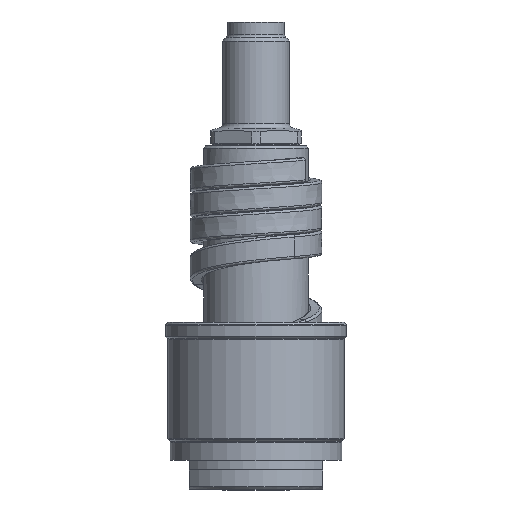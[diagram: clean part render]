
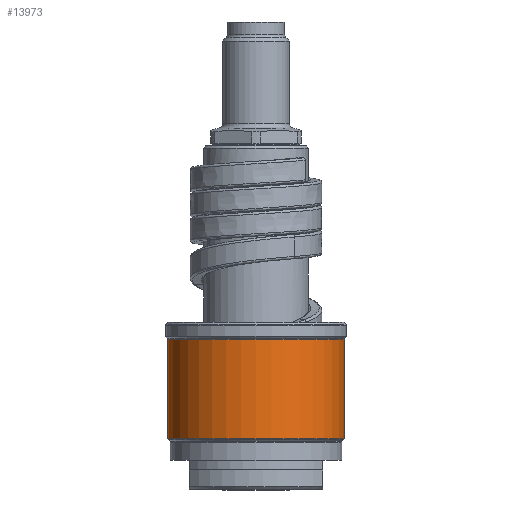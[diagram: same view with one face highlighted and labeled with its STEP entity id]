
A CAD part, front view. The second image highlights one B-rep face of the part: STEP entity #13973.
In plain terms, the highlighted cylindrical face has radius 18.5 mm (diameter 37 mm), a partial arc.
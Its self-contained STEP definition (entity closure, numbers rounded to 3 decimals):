
#5277=CARTESIAN_POINT('',(0.,0.,10.583));
#5278=DIRECTION('',(0.,0.,1.));
#5279=DIRECTION('',(-1.,0.,0.));
#5280=AXIS2_PLACEMENT_3D('',#5277,#5278,#5279);
#5282=DIRECTION('',(0.,0.,-1.));
#5283=VECTOR('',#5282,20.834);
#5284=CARTESIAN_POINT('',(-18.5,0.,31.417));
#5285=LINE('',#5284,#5283);
#5286=CARTESIAN_POINT('',(0.,0.,31.417));
#5287=DIRECTION('',(0.,0.,1.));
#5288=DIRECTION('',(-1.,0.,0.));
#5289=AXIS2_PLACEMENT_3D('',#5286,#5287,#5288);
#5291=DIRECTION('',(0.,0.,-1.));
#5292=VECTOR('',#5291,20.834);
#5293=CARTESIAN_POINT('',(18.5,0.,31.417));
#5294=LINE('',#5293,#5292);
#5619=CARTESIAN_POINT('',(18.5,0.,31.417));
#5620=CARTESIAN_POINT('',(-18.5,0.,31.417));
#5621=VERTEX_POINT('',#5619);
#5622=VERTEX_POINT('',#5620);
#5645=CARTESIAN_POINT('',(18.5,0.,10.583));
#5646=VERTEX_POINT('',#5645);
#5647=CARTESIAN_POINT('',(-18.5,0.,10.583));
#5648=VERTEX_POINT('',#5647);
#13961=CARTESIAN_POINT('',(0.,0.,8.75));
#13962=DIRECTION('',(0.,0.,1.));
#13963=DIRECTION('',(-1.,0.,0.));
#13964=AXIS2_PLACEMENT_3D('',#13961,#13962,#13963);
#13965=CYLINDRICAL_SURFACE('',#13964,18.5);
#13966=ORIENTED_EDGE('',*,*,#12076,.F.);
#13967=ORIENTED_EDGE('',*,*,#12057,.F.);
#13969=ORIENTED_EDGE('',*,*,#13968,.T.);
#13970=ORIENTED_EDGE('',*,*,#12053,.T.);
#13971=EDGE_LOOP('',(#13966,#13967,#13969,#13970));
#13972=FACE_OUTER_BOUND('',#13971,.F.);
#5281=CIRCLE('',#5280,18.5);
#5290=CIRCLE('',#5289,18.5);
#12053=EDGE_CURVE('',#5621,#5646,#5294,.T.);
#12057=EDGE_CURVE('',#5622,#5648,#5285,.T.);
#12076=EDGE_CURVE('',#5648,#5646,#5281,.T.);
#13968=EDGE_CURVE('',#5622,#5621,#5290,.T.);
#13973=ADVANCED_FACE('',(#13972),#13965,.T.);
